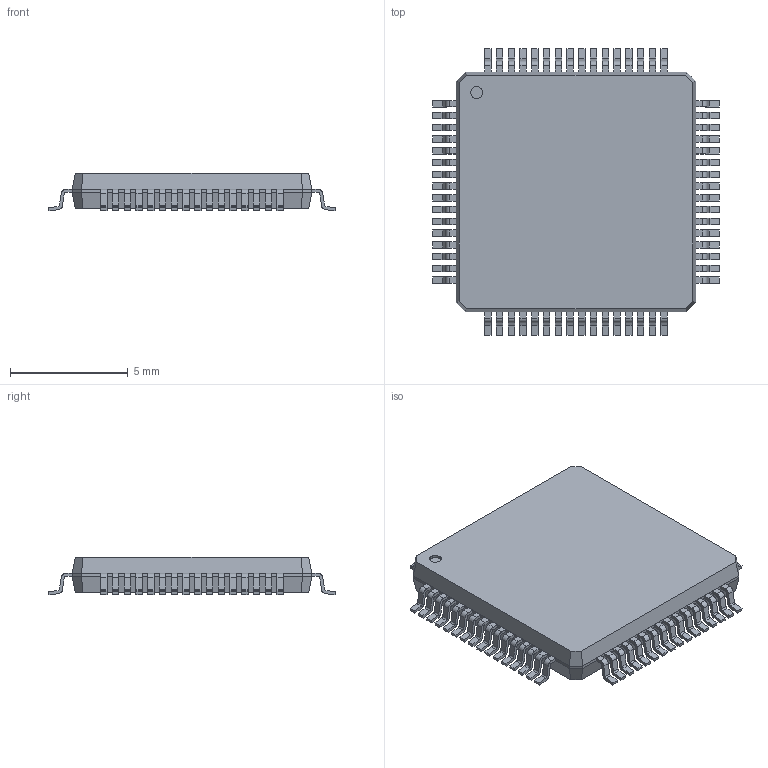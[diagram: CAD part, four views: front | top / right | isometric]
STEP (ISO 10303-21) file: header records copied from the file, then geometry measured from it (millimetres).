
FILE_DESCRIPTION(/* description */ (''),/* implementation_level */ '2;1');
FILE_NAME(/* name */ 'QFP50P1200X1200X160-65N-S510.stp',/* time_stamp */ '2016-03-09T09:24:25+01:00',/* author */ ('riccim'),/* organization */ (''),/* preprocessor_version */ 'ST-DEVELOPER v15.5',/* originating_system */ 'AutoCAD Mechanical',/* authorisation */ '');
FILE_SCHEMA (('AUTOMOTIVE_DESIGN { 1 0 10303 214 3 1 1 }'));
Length unit declared in the file: millimetre
Products named in the file (1): Product
Bounding box: 12.2 x 12.2 x 1.6 mm (x, y, z)
Volume: 155.2 mm3; surface area: 396.7 mm2
Topology: 66 solids, 66 shells, 934 faces, 2386 edges, 1586 vertices
Faces by surface type: plane 677, cylinder 257
Full cylindrical faces by diameter (mm): 0.5 x1
Entity records: 28101 total; most frequent: CARTESIAN_POINT 4906, ORIENTED_EDGE 4770, DIRECTION 4769, EDGE_CURVE 2385, LINE 1871, VECTOR 1871, VERTEX_POINT 1586, AXIS2_PLACEMENT_3D 1449
